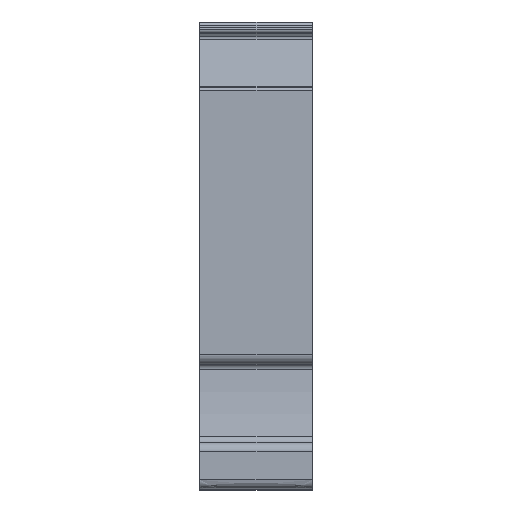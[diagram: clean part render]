
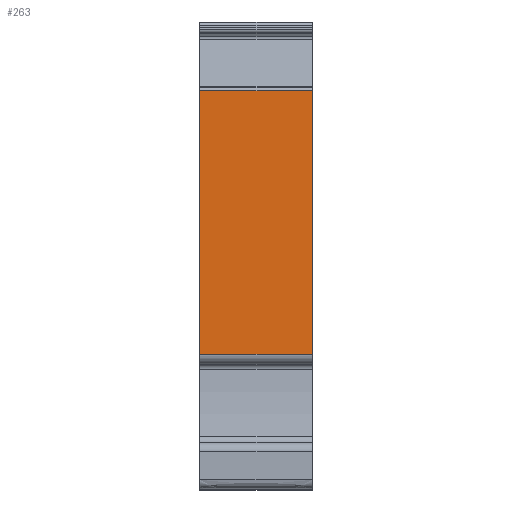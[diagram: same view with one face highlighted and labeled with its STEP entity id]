
A CAD part, left-side view. The second image highlights one B-rep face of the part: STEP entity #263.
In plain terms, the highlighted planar face has unit normal (-1, 0, 0).
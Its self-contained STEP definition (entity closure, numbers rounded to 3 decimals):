
#263 = ADVANCED_FACE( '', ( #674 ), #675, .T. );
#674 = FACE_OUTER_BOUND( '', #1243, .T. );
#675 = PLANE( '', #1244 );
#1243 = EDGE_LOOP( '', ( #1961, #1962, #1963, #1964 ) );
#1244 = AXIS2_PLACEMENT_3D( '', #1965, #1966, #1967 );
#1961 = ORIENTED_EDGE( '', *, *, #3630, .F. );
#1962 = ORIENTED_EDGE( '', *, *, #3631, .F. );
#1963 = ORIENTED_EDGE( '', *, *, #3632, .T. );
#1964 = ORIENTED_EDGE( '', *, *, #3512, .T. );
#1965 = CARTESIAN_POINT( '', ( -72.119, 12.2, 0.183 ) );
#1966 = DIRECTION( '', ( -1., 0., 0. ) );
#1967 = DIRECTION( '', ( 0., 0., 1. ) );
#3512 = EDGE_CURVE( '', #4228, #4226, #4229, .T. );
#3630 = EDGE_CURVE( '', #4430, #4226, #4431, .T. );
#3631 = EDGE_CURVE( '', #4432, #4430, #4433, .T. );
#3632 = EDGE_CURVE( '', #4432, #4228, #4434, .T. );
#4226 = VERTEX_POINT( '', #5288 );
#4228 = VERTEX_POINT( '', #5290 );
#4229 = LINE( '', #5291, #5292 );
#4430 = VERTEX_POINT( '', #5590 );
#4431 = LINE( '', #5591, #5592 );
#4432 = VERTEX_POINT( '', #5593 );
#4433 = LINE( '', #5594, #5595 );
#4434 = LINE( '', #5596, #5597 );
#5288 = CARTESIAN_POINT( '', ( -72.119, 0., 0.183 ) );
#5290 = CARTESIAN_POINT( '', ( -72.119, 12.2, 0.183 ) );
#5291 = CARTESIAN_POINT( '', ( -72.119, 12.2, 0.183 ) );
#5292 = VECTOR( '', #6718, 1000. );
#5590 = CARTESIAN_POINT( '', ( -72.119, 0., 28.698 ) );
#5591 = CARTESIAN_POINT( '', ( -72.119, 0., -7.248 ) );
#5592 = VECTOR( '', #6828, 1000. );
#5593 = CARTESIAN_POINT( '', ( -72.119, 12.2, 28.698 ) );
#5594 = CARTESIAN_POINT( '', ( -72.119, 12.2, 28.698 ) );
#5595 = VECTOR( '', #6829, 1000. );
#5596 = CARTESIAN_POINT( '', ( -72.119, 12.2, -7.248 ) );
#5597 = VECTOR( '', #6830, 1000. );
#6718 = DIRECTION( '', ( 0., -1., 0. ) );
#6828 = DIRECTION( '', ( 0., 0., -1. ) );
#6829 = DIRECTION( '', ( 0., -1., 0. ) );
#6830 = DIRECTION( '', ( 0., 0., -1. ) );
